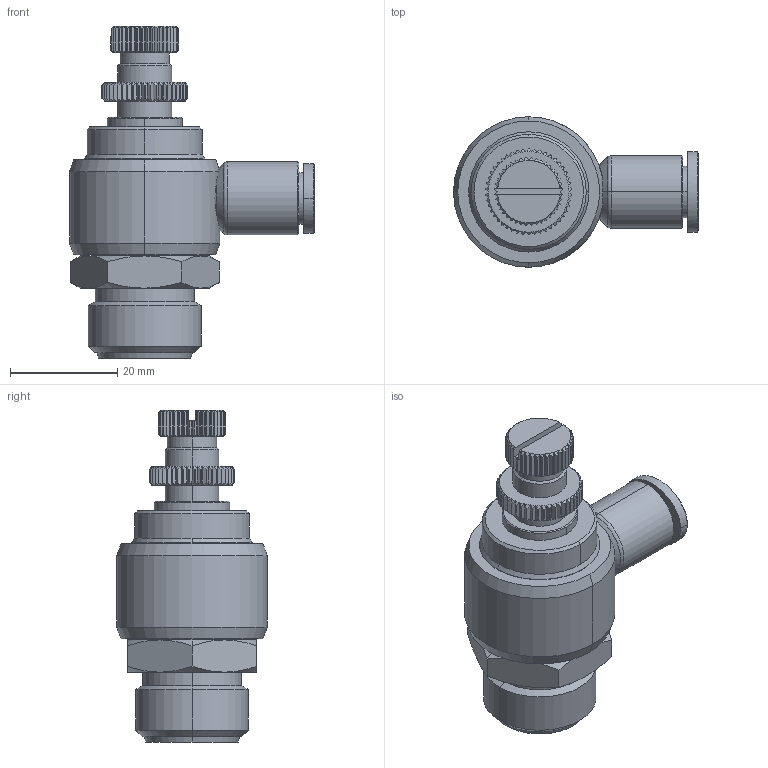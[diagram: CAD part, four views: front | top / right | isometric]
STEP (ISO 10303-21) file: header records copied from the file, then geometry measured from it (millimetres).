
FILE_DESCRIPTION (( 'STEP AP214' ), '1' );
FILE_NAME ('NSE08-G04_OUT.STEP', '2015-10-28T12:26:08', ( '' ), ( '' ), 'SwSTEP 2.0', 'SolidWorks 2015', '' );
FILE_SCHEMA (( 'AUTOMOTIVE_DESIGN' ));
Length unit declared in the file: millimetre
Products named in the file (2): ｦ+ﾃｦ1_1; NSE08-G04_OUT
Assembly tree (1 placements, depth 2):
  NSE08-G04_OUT
    ｦ+ﾃｦ1_1
Bounding box: 45.6 x 28 x 61.8 mm (x, y, z)
Volume: 23673.8 mm3; surface area: 7718.3 mm2
Topology: 1 solids, 1 shells, 877 faces, 2310 edges, 1465 vertices
Faces by surface type: plane 532, cylinder 171, cone 138, bspline 35, torus 1
Entity records: 29884 total; most frequent: CARTESIAN_POINT 8578, ORIENTED_EDGE 4620, DIRECTION 3856, EDGE_CURVE 2310, VERTEX_POINT 1465, LINE 1364, VECTOR 1364, AXIS2_PLACEMENT_3D 1246
